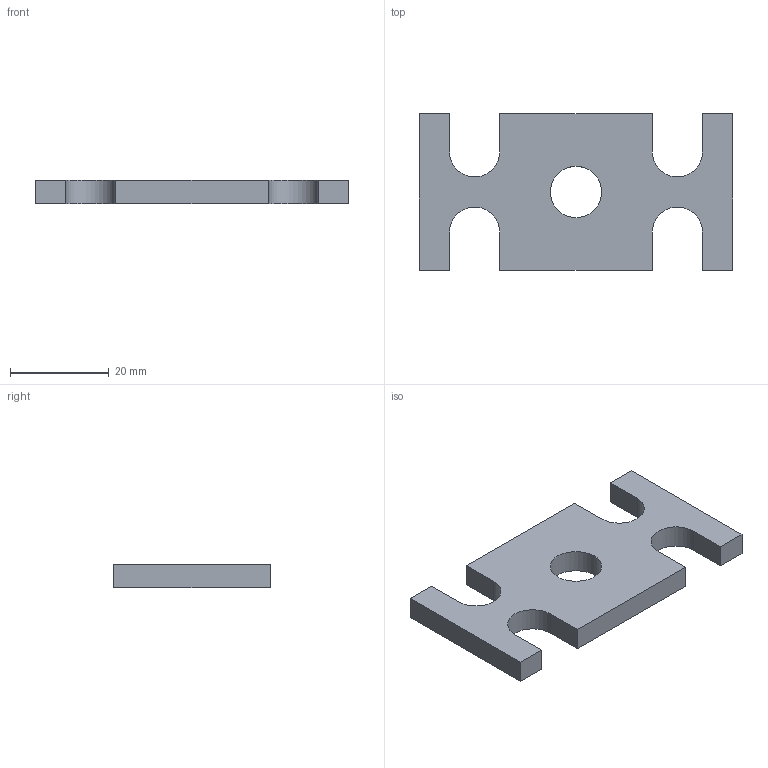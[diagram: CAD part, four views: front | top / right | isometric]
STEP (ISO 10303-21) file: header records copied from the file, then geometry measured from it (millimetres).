
FILE_DESCRIPTION(/* description */ ('STEP AP242','CAx-IF Rec.Pracs.---Representation and Presentation of Product Manufacturing Information (PMI)---4.0---2014-10-13','CAx-IF Rec.Pracs.---3D Tessellated Geometry---0.4---2014-09-14','2;1'),/* implementation_level */ '2;1');
FILE_NAME(/* name */ '6283cee5081f5750d4a58d6c',/* time_stamp */ '2022-05-17T16:35:50+00:00',/* author */ (''),/* organization */ (''),/* preprocessor_version */ 'ST-DEVELOPER v18.102',/* originating_system */ ' ',/* authorisation */ ' ');
FILE_SCHEMA (('AP242_MANAGED_MODEL_BASED_3D_ENGINEERING_MIM_LF { 1 0 10303 442 1 1 4 }'));
Length unit declared in the file: metre
Products named in the file (1): DSCP014-M475
Bounding box: 63.5 x 31.75 x 4.75 mm (x, y, z)
Volume: 6906.3 mm3; surface area: 4372.8 mm2
Topology: 1 solids, 1 shells, 23 faces, 63 edges, 42 vertices
Faces by surface type: plane 18, cylinder 5
Full cylindrical faces by diameter (mm): 10.414 x1
Entity records: 748 total; most frequent: CARTESIAN_POINT 128, ORIENTED_EDGE 124, DIRECTION 120, EDGE_CURVE 62, LINE 52, VECTOR 52, VERTEX_POINT 42, AXIS2_PLACEMENT_3D 34
